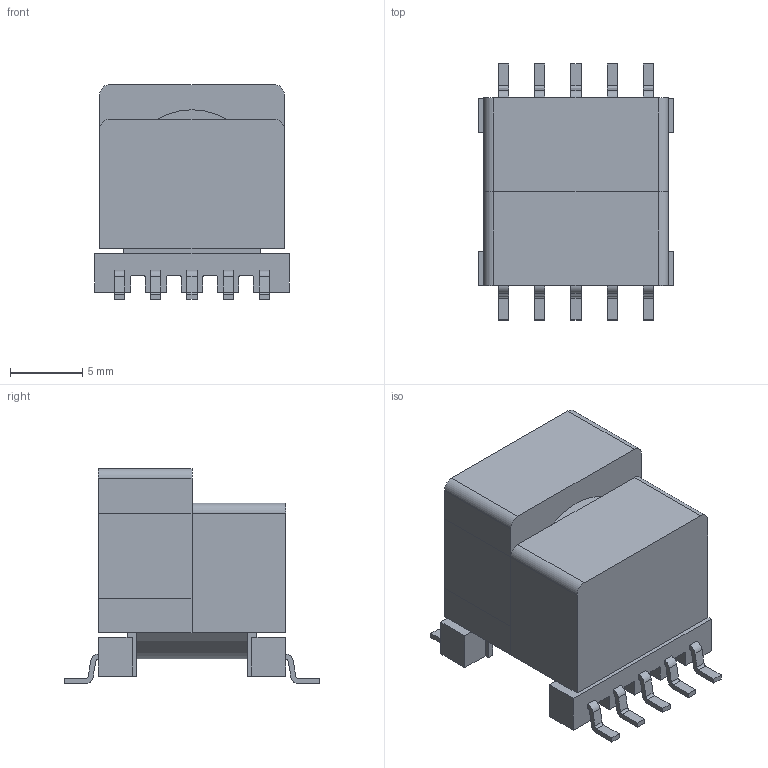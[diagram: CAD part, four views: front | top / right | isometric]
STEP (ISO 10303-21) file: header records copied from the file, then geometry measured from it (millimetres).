
FILE_DESCRIPTION( ( 'Unknown' ), '1' );
FILE_NAME( '749119933.stp', 'Unknown', ( 'Unknown' ), ( 'Unknown' ), 'XStep 1.0', 'Unknown', ' ' );
FILE_SCHEMA( ( 'automotive_design' ) );
Length unit declared in the file: millimetre
Products named in the file (3): Assem1; Gehäuse; Core EP-13
Bounding box: 13.5 x 17.75 x 14.9 mm (x, y, z)
Volume: 2694.2 mm3; surface area: 3600.3 mm2
Topology: 5 solids, 5 shells, 607 faces, 1577 edges, 1000 vertices
Faces by surface type: plane 306, cylinder 234, bspline 35, torus 32
Full cylindrical faces by diameter (mm): 4.5 x3, 4.6 x2, 8.481 x2
Entity records: 11529 total; most frequent: CARTESIAN_POINT 1884, DIRECTION 1593, ORIENTED_EDGE 1526, EDGE_CURVE 763, AXIS2_PLACEMENT_3D 549, LINE 495, VECTOR 495, VERTEX_POINT 485
